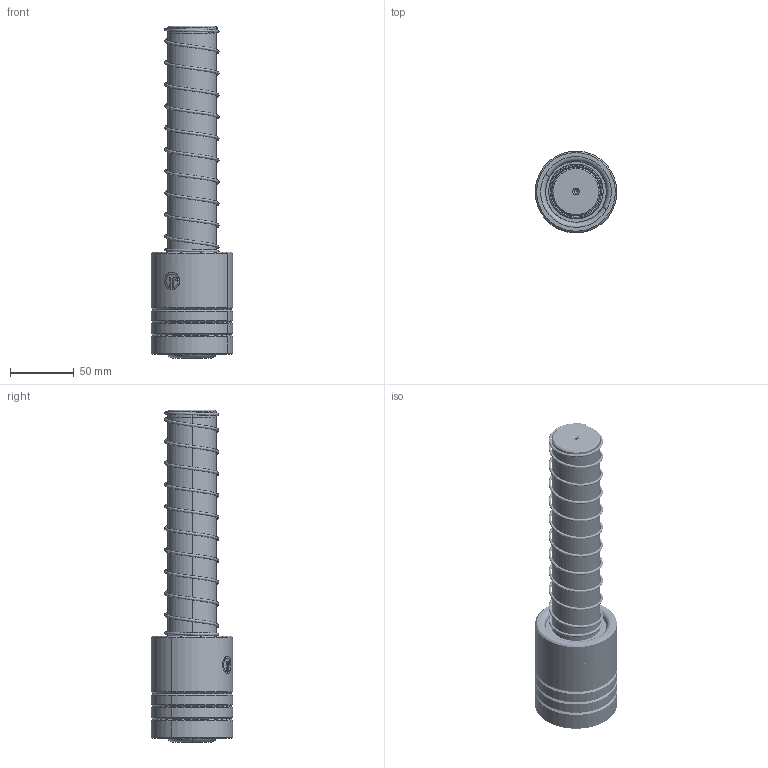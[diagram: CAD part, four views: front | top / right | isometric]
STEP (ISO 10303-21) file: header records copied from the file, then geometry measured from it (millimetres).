
FILE_DESCRIPTION (( 'STEP AP214' ), '1' );
FILE_NAME ('LBSH LBJH-D38-L260£¨BL-80£©.STEP', '2021-08-13T03:53:46', ( '' ), ( '' ), 'SwSTEP 2.0', 'SolidWorks 2016', '' );
FILE_SCHEMA (( 'AUTOMOTIVE_DESIGN' ));
Length unit declared in the file: millimetre
Products named in the file (266): BALL-D5; TBB-D64-d48-L80; DDP-D38-L260; BSH-D47.5-38.5-L75郪蚾; LBSH LBJH-D38-L260（BL-80）; BSH-47.5-38.5-75; HWP-D42.5-d38.5-L170
Assembly tree (261 placements, depth 3):
  BALL-D5
  BALL-D5
  BALL-D5
  BALL-D5
  BALL-D5
Bounding box: 64 x 64 x 260 mm (x, y, z)
Volume: 451310.3 mm3; surface area: 130747.6 mm2
Topology: 257 solids, 257 shells, 1109 faces, 4843 edges, 3218 vertices
Faces by surface type: sphere 1012, cone 28, cylinder 24, torus 16, plane 15, bspline 14
Entity records: 55404 total; most frequent: CARTESIAN_POINT 34926, ORIENTED_EDGE 3596, DIRECTION 3022, EDGE_CURVE 1798, AXIS2_PLACEMENT_3D 1468, VERTEX_POINT 1182, B_SPLINE_CURVE_WITH_KNOTS 1105, EDGE_LOOP 1094
